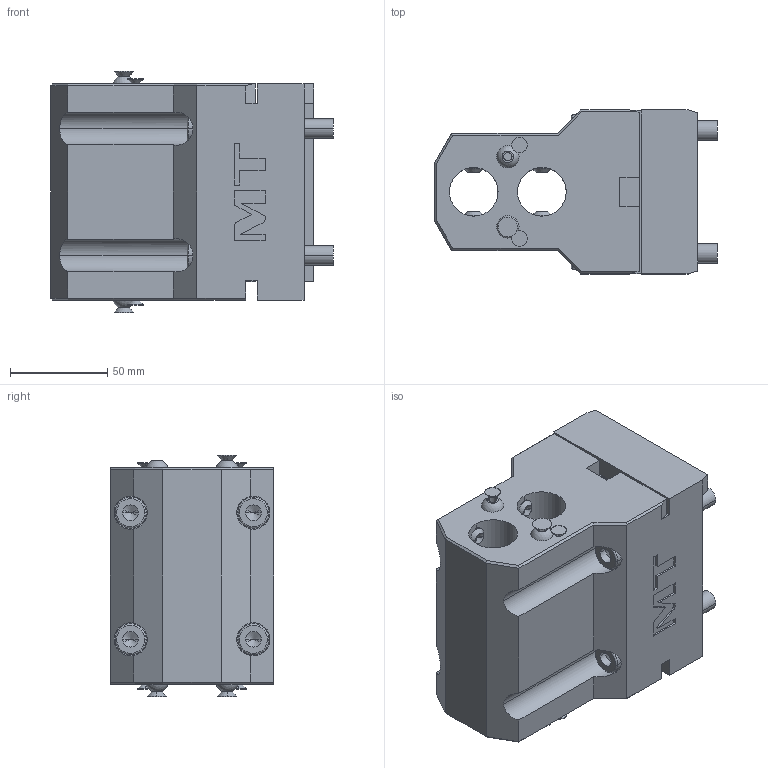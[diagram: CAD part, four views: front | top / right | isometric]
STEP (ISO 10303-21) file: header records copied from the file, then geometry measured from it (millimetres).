
FILE_DESCRIPTION((''),'2;1');
FILE_NAME('0512010_CONF','2023-06-30T09:45:24',('gvalli'),('M.T. srl'),'CREO PARAMETRIC BY PTC INC, 2021072','CREO PARAMETRIC BY PTC INC, 2021072','');
FILE_SCHEMA(('CONFIG_CONTROL_DESIGN'));
Length unit declared in the file: millimetre
Products named in the file (1): 0512010_CONF
Bounding box: 145 x 84 x 124.1 mm (x, y, z)
Volume: 888991.4 mm3; surface area: 94052.5 mm2
Topology: 1 solids, 1 shells, 342 faces, 898 edges, 552 vertices
Faces by surface type: plane 138, cylinder 100, cone 86, torus 10, sphere 4, extrusion 4
Entity records: 11780 total; most frequent: CARTESIAN_POINT 3638, ORIENTED_EDGE 1716, DIRECTION 1616, EDGE_CURVE 858, AXIS2_PLACEMENT_3D 568, VERTEX_POINT 552, VECTOR 480, LINE 476
